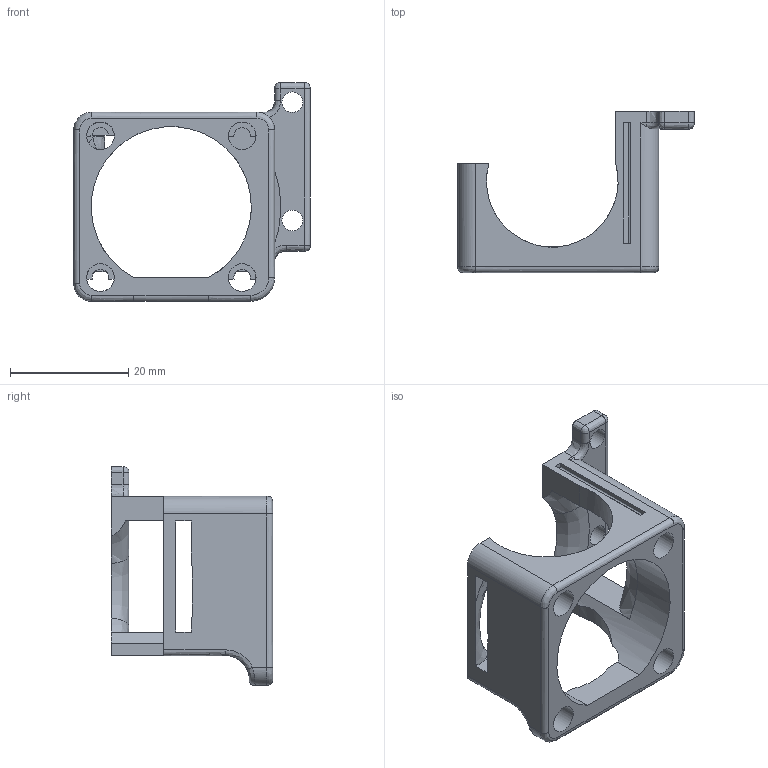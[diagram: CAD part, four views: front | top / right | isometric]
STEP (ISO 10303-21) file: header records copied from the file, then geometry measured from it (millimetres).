
FILE_DESCRIPTION(/* description */ ('STEP AP242','CAx-IF Rec.Pracs.---Representation and Presentation of Product Manufacturing Information (PMI)---4.0---2014-10-13','CAx-IF Rec.Pracs.---3D Tessellated Geometry---0.4---2014-09-14','2;1'),/* implementation_level */ '2;1');
FILE_NAME(/* name */ '62dcaa53931c1d2af94abdbf',/* time_stamp */ '2022-07-24T02:11:32+00:00',/* author */ (''),/* organization */ (''),/* preprocessor_version */ 'ST-DEVELOPER v18.102',/* originating_system */ ' ',/* authorisation */ ' ');
FILE_SCHEMA (('AP242_MANAGED_MODEL_BASED_3D_ENGINEERING_MIM_LF { 1 0 10303 442 1 1 4 }'));
Length unit declared in the file: metre
Products named in the file (1): 30mm left-handed fan holder for 5015 adapter
Bounding box: 40.03 x 27.35 x 37 mm (x, y, z)
Volume: 5997.8 mm3; surface area: 5073.4 mm2
Topology: 1 solids, 1 shells, 117 faces, 330 edges, 211 vertices
Faces by surface type: plane 47, bspline 46, cylinder 24
Full cylindrical faces by diameter (mm): 3.5 x2, 4.7 x4
Entity records: 7356 total; most frequent: CARTESIAN_POINT 4811, ORIENTED_EDGE 636, DIRECTION 324, EDGE_CURVE 318, VERTEX_POINT 205, B_SPLINE_CURVE_WITH_KNOTS 176, EDGE_LOOP 135, FACE_BOUND 135
